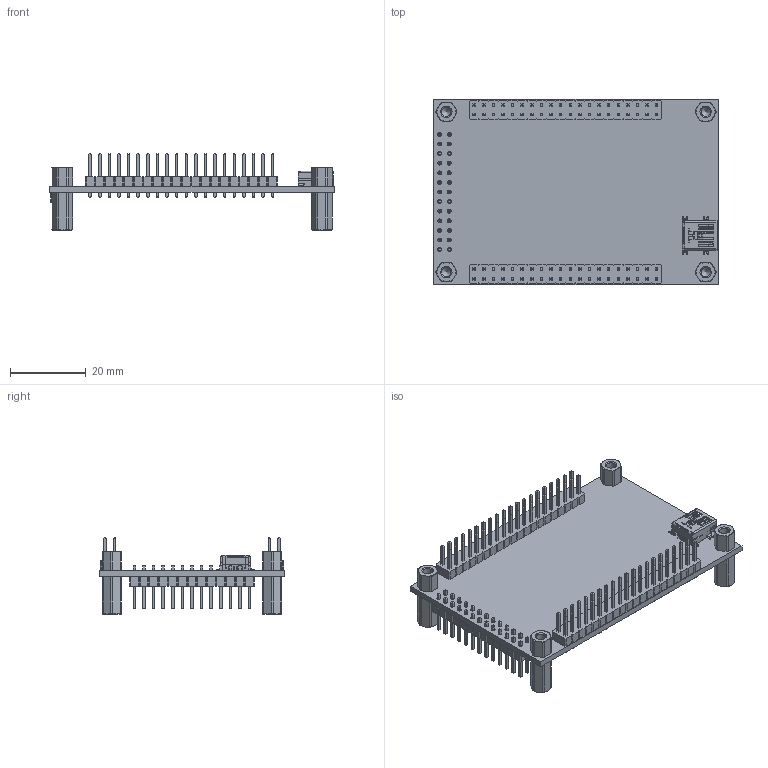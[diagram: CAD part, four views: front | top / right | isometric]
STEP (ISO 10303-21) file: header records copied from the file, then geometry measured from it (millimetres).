
FILE_DESCRIPTION(('FreeCAD Model'),'2;1');
FILE_NAME('Open CASCADE Shape Model','2021-11-18T21:13:29',(''),(''), 'Open CASCADE STEP processor 7.5','FreeCAD','Unknown');
FILE_SCHEMA(('AUTOMOTIVE_DESIGN { 1 0 10303 214 1 1 1 1 }'));
Length unit declared in the file: millimetre
Products named in the file (19): DE0_Nano; nut-M3x5x10; SOLID; standoff-M3x5_n5_s6; SOLID001; nut-M3x5x011; standoff-M3x5_n5_s007; nut-M3x5x012; standoff-M3x5_n5_s008; nut-M3x5x013; standoff-M3x5_n5_s009; USB_Mini-B_Lumberg_2486_01_Horizontal; SOLID008; PinHeader_2x20_P2.54mm_Vertical; SOLID009; PinHeader_2x20_P2.54mm_Vertical001; PinHeader_2x13_P2.54mm_Vertical; SOLID011; PCB
Assembly tree (25 placements, depth 3):
  DE0_Nano
    nut-M3x5x10
      SOLID
    standoff-M3x5_n5_s6
      SOLID001
    nut-M3x5x011
      SOLID
    standoff-M3x5_n5_s007
      SOLID001
    nut-M3x5x012
      SOLID
    standoff-M3x5_n5_s008
      SOLID001
    nut-M3x5x013
      SOLID
    standoff-M3x5_n5_s009
      SOLID001
    USB_Mini-B_Lumberg_2486_01_Horizontal
      SOLID008
    PinHeader_2x20_P2.54mm_Vertical
      SOLID009
    PinHeader_2x20_P2.54mm_Vertical001
      SOLID009
    PinHeader_2x13_P2.54mm_Vertical
      SOLID011
    PCB
Bounding box: 75.2 x 49 x 20.14 mm (x, y, z)
Volume: 9158.3 mm3; surface area: 15232.4 mm2
Topology: 13 solids, 13 shells, 3076 faces, 7555 edges, 4699 vertices
Faces by surface type: plane 2618, cylinder 348, cone 108, torus 2
Full cylindrical faces by diameter (mm): 0.8 x2, 0.9 x2, 1 x106, 2.5 x12, 3 x4, 3.2 x4
Entity records: 74145 total; most frequent: CARTESIAN_POINT 10616, ORIENTED_EDGE 10318, DIRECTION 9952, EDGE_CURVE 5159, LINE 4502, VECTOR 4502, VERTEX_POINT 3237, AXIS2_PLACEMENT_3D 2725
